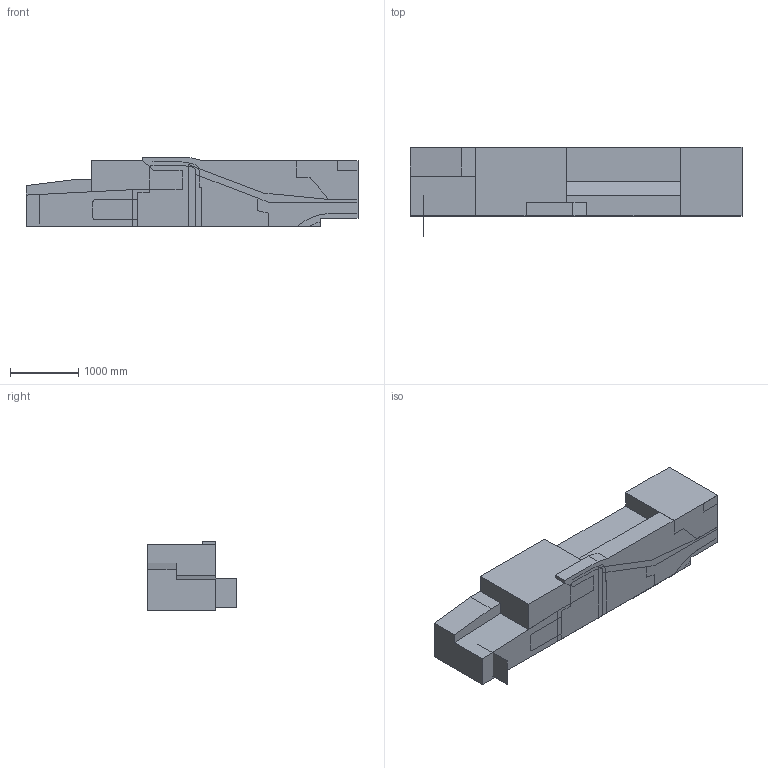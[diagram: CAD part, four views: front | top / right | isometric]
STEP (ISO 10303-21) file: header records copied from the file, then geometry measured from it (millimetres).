
FILE_DESCRIPTION(('STEP AP214'),'1');
FILE_NAME('mvrc_2018_guide_parts_rev01.stp','2018-07-09T08:27:48',(' '),(' '),'Spatial InterOp 3D',' ',' ');
FILE_SCHEMA(('AUTOMOTIVE_DESIGN { 1 0 10303 214 1 1 1 1 }'));
Length unit declared in the file: metre
Products named in the file (17): mvrc_2018_guide_parts_rev01; Bodywork volume; Gearbox template; Engine template; Cockpit template; Visibility volume; Footbox template; Rearwing volume; Rearwing guide section; Mirror guide; Rear suspension template; Front suspension template; Floor guide 02; Floor guide 03; Floor guide 01; Front crash structure guide; Offset guide
Assembly tree (16 placements, depth 2):
  mvrc_2018_guide_parts_rev01
    Bodywork volume
    Gearbox template
    Engine template
    Cockpit template
    Visibility volume
    Footbox template
    Rearwing volume
    Rearwing guide section
    Mirror guide
    Rear suspension template
    Front suspension template
    Floor guide 02
    Floor guide 03
    Floor guide 01
    Front crash structure guide
    Offset guide
Bounding box: 4850 x 1300 x 1015 mm (x, y, z)
Volume: 4224938116.6 mm3; surface area: 42329359.8 mm2
Topology: 18 solids, 29 shells, 245 faces, 640 edges, 437 vertices
Faces by surface type: plane 171, bspline 52, cylinder 14, extrusion 6, sphere 2
Entity records: 19857 total; most frequent: CARTESIAN_POINT 11666, ORIENTED_EDGE 1180, DIRECTION 954, EDGE_CURVE 638, VECTOR 478, LINE 472, VERTEX_POINT 437, PRESENTATION_STYLE_ASSIGNMENT 292
